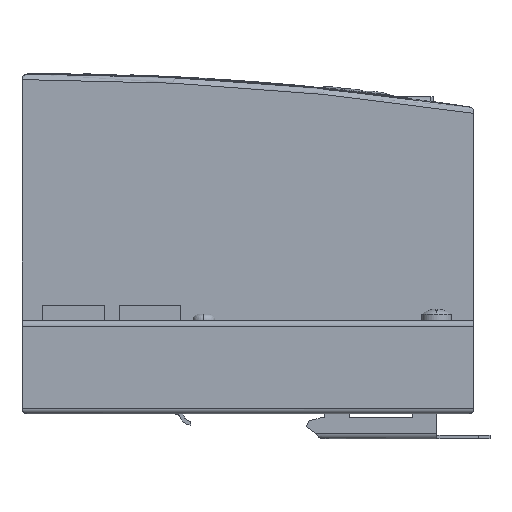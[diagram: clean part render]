
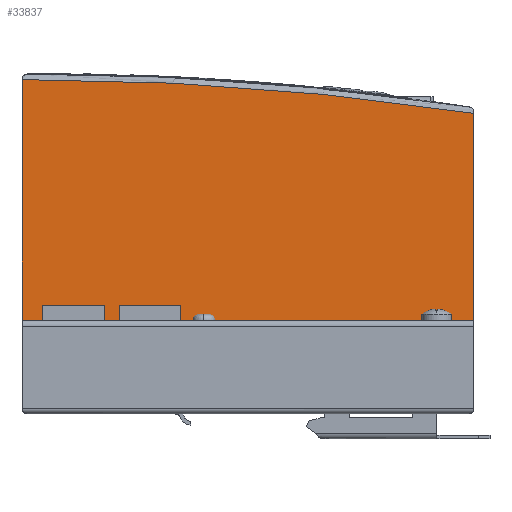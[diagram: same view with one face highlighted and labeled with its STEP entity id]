
A CAD part, left-side view. The second image highlights one B-rep face of the part: STEP entity #33837.
In plain terms, the highlighted planar face has unit normal (-1, 0, 0).
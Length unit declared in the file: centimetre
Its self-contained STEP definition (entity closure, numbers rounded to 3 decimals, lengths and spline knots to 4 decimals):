
#2083=PLANE('',#36000);
#3883=VECTOR('',#39875,1.);
#3886=VECTOR('',#39879,1.);
#3887=VECTOR('',#39882,1.);
#7404=LINE('',#47760,#3883);
#7407=LINE('',#47766,#3886);
#7408=LINE('',#47770,#3887);
#10894=VERTEX_POINT('',#47755);
#10895=VERTEX_POINT('',#47757);
#10896=VERTEX_POINT('',#47761);
#10898=VERTEX_POINT('',#47767);
#10899=VERTEX_POINT('',#47769);
#10900=VERTEX_POINT('',#47771);
#13662=CIRCLE('',#35998,0.15);
#13663=CIRCLE('',#36001,79.85);
#13664=CIRCLE('',#36002,0.15);
#15440=EDGE_CURVE('',#10894,#10895,#13662,.T.);
#15442=EDGE_CURVE('',#10895,#10896,#7404,.T.);
#15445=EDGE_CURVE('',#10898,#10894,#7407,.T.);
#15446=EDGE_CURVE('',#10899,#10898,#13663,.T.);
#15447=EDGE_CURVE('',#10900,#10899,#7408,.T.);
#15448=EDGE_CURVE('',#10896,#10900,#13664,.T.);
#21683=ORIENTED_EDGE('',*,*,#15440,.F.);
#21684=ORIENTED_EDGE('',*,*,#15445,.F.);
#21685=ORIENTED_EDGE('',*,*,#15446,.F.);
#21686=ORIENTED_EDGE('',*,*,#15447,.F.);
#21687=ORIENTED_EDGE('',*,*,#15448,.F.);
#21688=ORIENTED_EDGE('',*,*,#15442,.F.);
#29766=EDGE_LOOP('',(#21683,#21684,#21685,#21686,#21687,#21688));
#31815=FACE_BOUND('',#29766,.T.);
#33837=ADVANCED_FACE('',(#31815),#2083,.F.);
#35998=AXIS2_PLACEMENT_3D('',#47756,#39871,#39872);
#36000=AXIS2_PLACEMENT_3D('',#47765,#39878,$);
#36001=AXIS2_PLACEMENT_3D('',#47768,#39880,#39881);
#36002=AXIS2_PLACEMENT_3D('',#47772,#39883,#39884);
#39871=DIRECTION('',(1.,0.,0.));
#39872=DIRECTION('',(0.,-0.106,-0.106));
#39875=DIRECTION('',(0.,1.,0.));
#39878=DIRECTION('',(1.,0.,0.));
#39879=DIRECTION('',(0.,0.,-1.));
#39880=DIRECTION('',(1.,0.,0.));
#39881=DIRECTION('',(0.,-5.923,79.63));
#39882=DIRECTION('',(0.,0.,1.));
#39883=DIRECTION('',(1.,0.,0.));
#39884=DIRECTION('',(0.,0.106,-0.106));
#47755=CARTESIAN_POINT('',(-2.9,-6.05,0.15));
#47756=CARTESIAN_POINT('',(-2.9,-5.9,0.15));
#47757=CARTESIAN_POINT('',(-2.9,-5.9,0.));
#47760=CARTESIAN_POINT('',(-2.9,-6.05,0.));
#47761=CARTESIAN_POINT('',(-2.9,5.9,0.));
#47765=CARTESIAN_POINT('',(-2.9,0.1281,4.3749));
#47766=CARTESIAN_POINT('',(-2.9,-6.05,8.2));
#47767=CARTESIAN_POINT('',(-2.9,-6.05,8.0483));
#47768=CARTESIAN_POINT('',(-2.9,5.9169,-70.8999));
#47769=CARTESIAN_POINT('',(-2.9,6.05,8.95));
#47770=CARTESIAN_POINT('',(-2.9,6.05,0.));
#47771=CARTESIAN_POINT('',(-2.9,6.05,0.15));
#47772=CARTESIAN_POINT('',(-2.9,5.9,0.15));
